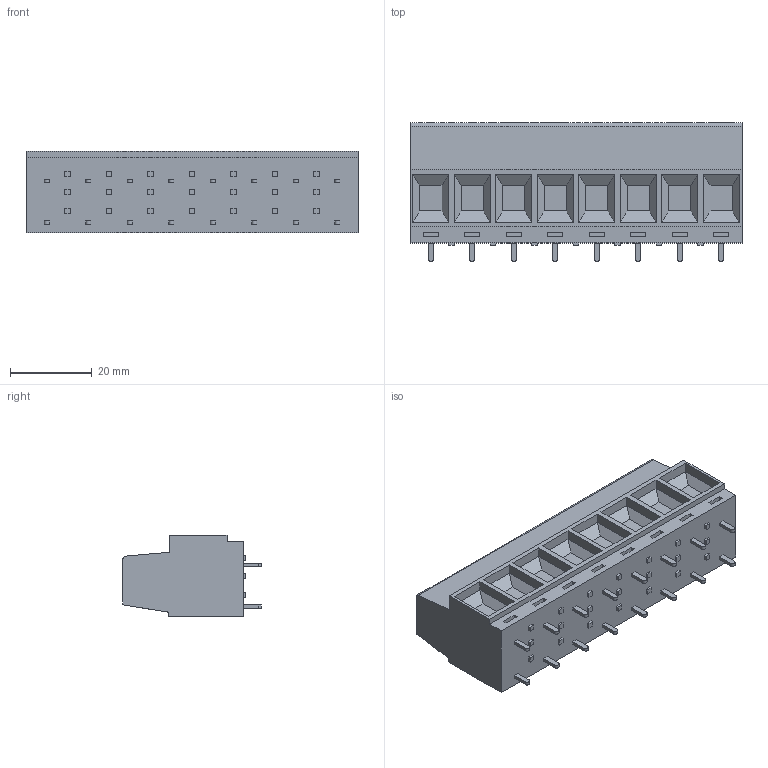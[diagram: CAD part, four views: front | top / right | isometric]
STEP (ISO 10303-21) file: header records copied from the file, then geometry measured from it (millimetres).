
FILE_DESCRIPTION (( 'STEP AP214' ), '1' );
FILE_NAME ('EM292908-UL.STEP', '2019-07-29T20:12:57', ( '' ), ( '' ), 'SwSTEP 2.0', 'SolidWorks 2017', '' );
FILE_SCHEMA (( 'AUTOMOTIVE_DESIGN' ));
Length unit declared in the file: millimetre
Products named in the file (1): EM292908-UL
Bounding box: 81.3 x 34 x 20 mm (x, y, z)
Volume: 36490.3 mm3; surface area: 11726.2 mm2
Topology: 1 solids, 1 shells, 402 faces, 964 edges, 632 vertices
Faces by surface type: plane 352, cylinder 50
Entity records: 12248 total; most frequent: CARTESIAN_POINT 2239, ORIENTED_EDGE 1928, DIRECTION 1774, EDGE_CURVE 964, LINE 800, VECTOR 800, VERTEX_POINT 632, AXIS2_PLACEMENT_3D 487
